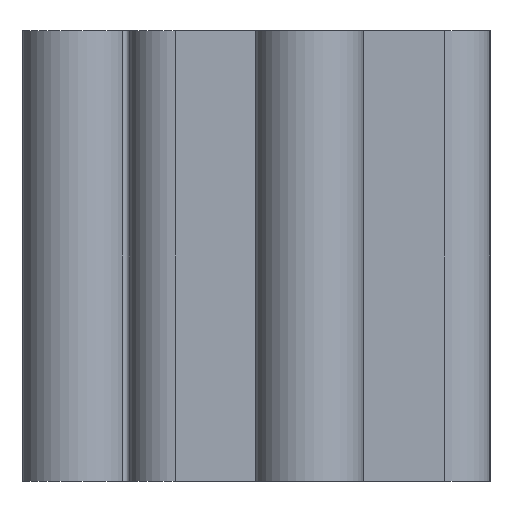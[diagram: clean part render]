
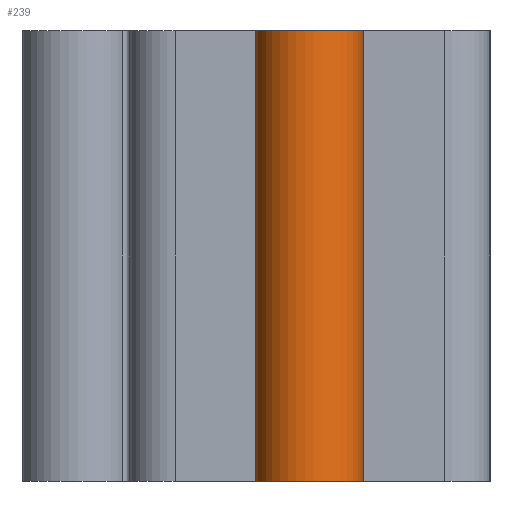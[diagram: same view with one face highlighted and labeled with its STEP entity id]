
A CAD part, left-side view. The second image highlights one B-rep face of the part: STEP entity #239.
In plain terms, the highlighted cylindrical face has radius 2.983 mm (diameter 5.967 mm), a partial arc.
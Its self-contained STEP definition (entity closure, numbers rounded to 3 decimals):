
#239 = ADVANCED_FACE( '', ( #486 ), #487, .T. );
#486 = FACE_OUTER_BOUND( '', #735, .T. );
#487 = CYLINDRICAL_SURFACE( '', #736, 2.984 );
#735 = EDGE_LOOP( '', ( #1440, #1441, #1442, #1443 ) );
#736 = AXIS2_PLACEMENT_3D( '', #1444, #1445, #1446 );
#1440 = ORIENTED_EDGE( '', *, *, #1810, .T. );
#1441 = ORIENTED_EDGE( '', *, *, #1825, .F. );
#1442 = ORIENTED_EDGE( '', *, *, #1710, .F. );
#1443 = ORIENTED_EDGE( '', *, *, #1724, .T. );
#1444 = CARTESIAN_POINT( '', ( -54.984, 10., 12.5 ) );
#1445 = DIRECTION( '', ( 0., 0., 1. ) );
#1446 = DIRECTION( '', ( -1., 0., 0. ) );
#1710 = EDGE_CURVE( '', #2131, #2133, #2134, .T. );
#1724 = EDGE_CURVE( '', #2131, #2152, #2155, .T. );
#1810 = EDGE_CURVE( '', #2152, #2260, #2262, .T. );
#1825 = EDGE_CURVE( '', #2133, #2260, #2278, .T. );
#2131 = VERTEX_POINT( '', #2876 );
#2133 = VERTEX_POINT( '', #2878 );
#2134 = CIRCLE( '', #2879, 2.984 );
#2152 = VERTEX_POINT( '', #2901 );
#2155 = LINE( '', #2904, #2905 );
#2260 = VERTEX_POINT( '', #3111 );
#2262 = CIRCLE( '', #3113, 2.984 );
#2278 = LINE( '', #3134, #3135 );
#2876 = CARTESIAN_POINT( '', ( -52.375, 11.448, 12.5 ) );
#2878 = CARTESIAN_POINT( '', ( -52.375, 8.552, 12.5 ) );
#2879 = AXIS2_PLACEMENT_3D( '', #3390, #3391, #3392 );
#2901 = CARTESIAN_POINT( '', ( -52.375, 11.448, -12.5 ) );
#2904 = CARTESIAN_POINT( '', ( -52.375, 11.448, 12.5 ) );
#2905 = VECTOR( '', #3415, 1000. );
#3111 = CARTESIAN_POINT( '', ( -52.375, 8.552, -12.5 ) );
#3113 = AXIS2_PLACEMENT_3D( '', #3500, #3501, #3502 );
#3134 = CARTESIAN_POINT( '', ( -52.375, 8.552, 12.5 ) );
#3135 = VECTOR( '', #3523, 1000. );
#3390 = CARTESIAN_POINT( '', ( -54.984, 10., 12.5 ) );
#3391 = DIRECTION( '', ( 0., 0., 1. ) );
#3392 = DIRECTION( '', ( 1., 0., 0. ) );
#3415 = DIRECTION( '', ( 0., 0., -1. ) );
#3500 = CARTESIAN_POINT( '', ( -54.984, 10., -12.5 ) );
#3501 = DIRECTION( '', ( 0., 0., 1. ) );
#3502 = DIRECTION( '', ( 1., 0., 0. ) );
#3523 = DIRECTION( '', ( 0., 0., -1. ) );
